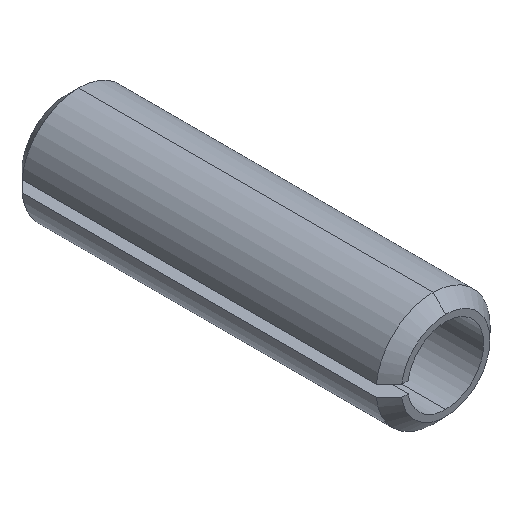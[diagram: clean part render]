
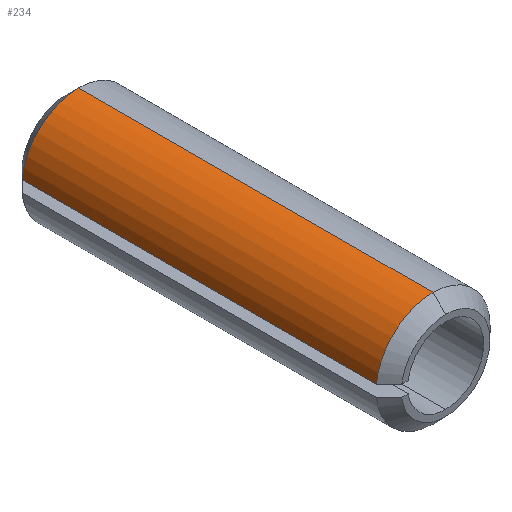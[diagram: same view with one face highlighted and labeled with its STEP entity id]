
A CAD part, isometric view. The second image highlights one B-rep face of the part: STEP entity #234.
In plain terms, the highlighted cylindrical face has radius 3 mm (diameter 6 mm), a partial arc.
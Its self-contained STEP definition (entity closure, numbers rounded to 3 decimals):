
#13 = DIRECTION ( 'NONE',  ( 0., 1., 0. ) ) ;
#56 = FACE_OUTER_BOUND ( 'NONE', #92, .T. ) ;
#65 = VERTEX_POINT ( 'NONE', #379 ) ;
#82 = ORIENTED_EDGE ( 'NONE', *, *, #252, .T. ) ;
#92 = EDGE_LOOP ( 'NONE', ( #82, #496, #111, #508 ) ) ;
#98 = DIRECTION ( 'NONE',  ( 0., -1., 0. ) ) ;
#111 = ORIENTED_EDGE ( 'NONE', *, *, #273, .T. ) ;
#112 = CARTESIAN_POINT ( 'NONE',  ( 0., 9.333, 0. ) ) ;
#133 = AXIS2_PLACEMENT_3D ( 'NONE', #112, #98, #190 ) ;
#136 = DIRECTION ( 'NONE',  ( 0., -1., 0. ) ) ;
#157 = DIRECTION ( 'NONE',  ( 0., 1., 0. ) ) ;
#167 = DIRECTION ( 'NONE',  ( 0., 1., 0. ) ) ;
#174 = DIRECTION ( 'NONE',  ( 0., 0., 1. ) ) ;
#190 = DIRECTION ( 'NONE',  ( 0., 0., -1. ) ) ;
#197 = CARTESIAN_POINT ( 'NONE',  ( 0., 10., 3. ) ) ;
#206 = CARTESIAN_POINT ( 'NONE',  ( 0., -9.333, 0. ) ) ;
#234 = ADVANCED_FACE ( 'NONE', ( #56 ), #256, .T. ) ;
#252 = EDGE_CURVE ( 'NONE', #65, #428, #551, .T. ) ;
#256 = CYLINDRICAL_SURFACE ( 'NONE', #289, 3. ) ;
#263 = EDGE_CURVE ( 'NONE', #428, #473, #326, .T. ) ;
#273 = EDGE_CURVE ( 'NONE', #473, #478, #411, .T. ) ;
#289 = AXIS2_PLACEMENT_3D ( 'NONE', #470, #157, #174 ) ;
#309 = EDGE_CURVE ( 'NONE', #478, #65, #443, .T. ) ;
#323 = CARTESIAN_POINT ( 'NONE',  ( -2.985, 10., 0.3 ) ) ;
#326 = LINE ( 'NONE', #197, #504 ) ;
#334 = AXIS2_PLACEMENT_3D ( 'NONE', #206, #167, #361 ) ;
#361 = DIRECTION ( 'NONE',  ( 0., 0., 1. ) ) ;
#379 = CARTESIAN_POINT ( 'NONE',  ( -2.985, -9.333, 0.3 ) ) ;
#409 = CARTESIAN_POINT ( 'NONE',  ( -2.985, 9.333, 0.3 ) ) ;
#411 = CIRCLE ( 'NONE', #133, 3. ) ;
#428 = VERTEX_POINT ( 'NONE', #479 ) ;
#432 = VECTOR ( 'NONE', #136, 1000. ) ;
#443 = LINE ( 'NONE', #323, #432 ) ;
#470 = CARTESIAN_POINT ( 'NONE',  ( 0., 10., 0. ) ) ;
#473 = VERTEX_POINT ( 'NONE', #522 ) ;
#478 = VERTEX_POINT ( 'NONE', #409 ) ;
#479 = CARTESIAN_POINT ( 'NONE',  ( 0., -9.333, 3. ) ) ;
#496 = ORIENTED_EDGE ( 'NONE', *, *, #263, .T. ) ;
#504 = VECTOR ( 'NONE', #13, 1000. ) ;
#508 = ORIENTED_EDGE ( 'NONE', *, *, #309, .T. ) ;
#522 = CARTESIAN_POINT ( 'NONE',  ( 0., 9.333, 3. ) ) ;
#551 = CIRCLE ( 'NONE', #334, 3. ) ;
